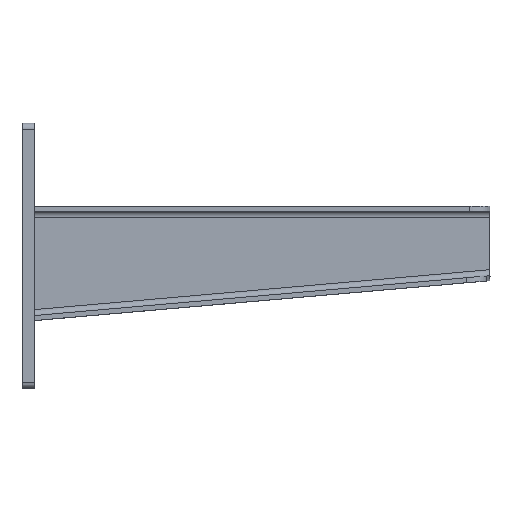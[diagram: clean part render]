
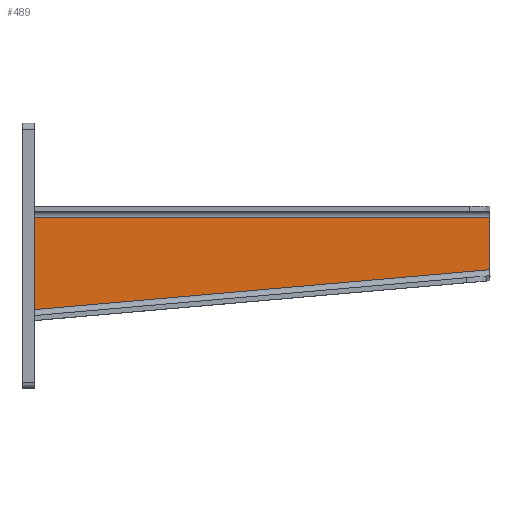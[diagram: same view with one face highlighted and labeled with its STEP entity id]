
A CAD part, top view. The second image highlights one B-rep face of the part: STEP entity #489.
In plain terms, the highlighted planar face has unit normal (0, 0, 1).
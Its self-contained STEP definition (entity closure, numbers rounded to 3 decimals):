
#371 = FACE_OUTER_BOUND ( 'NONE', #1155, .T. ) ;
#462 = PLANE ( 'NONE',  #1956 ) ;
#489 = ADVANCED_FACE ( 'NONE', ( #371 ), #462, .F. ) ;
#905 = ORIENTED_EDGE ( 'NONE', *, *, #1986, .T. ) ;
#929 = ORIENTED_EDGE ( 'NONE', *, *, #1985, .T. ) ;
#941 = ORIENTED_EDGE ( 'NONE', *, *, #1989, .F. ) ;
#965 = ORIENTED_EDGE ( 'NONE', *, *, #1988, .T. ) ;
#1038 = CARTESIAN_POINT ( 'NONE',  ( -635., 39.72, 0. ) ) ;
#1039 = CARTESIAN_POINT ( 'NONE',  ( -230., 73.5, 0. ) ) ;
#1045 = CARTESIAN_POINT ( 'NONE',  ( -3., 73.5, 0. ) ) ;
#1047 = DIRECTION ( 'NONE',  ( 0., -1., 0. ) ) ;
#1049 = DIRECTION ( 'NONE',  ( -1., 0., 0. ) ) ;
#1052 = DIRECTION ( 'NONE',  ( 0., 1., 0. ) ) ;
#1053 = CARTESIAN_POINT ( 'NONE',  ( -624.996, -40.851, 0. ) ) ;
#1054 = DIRECTION ( 'NONE',  ( -0.996, -0.087, 0. ) ) ;
#1086 = DIRECTION ( 'NONE',  ( -1., 0., 0. ) ) ;
#1087 = CARTESIAN_POINT ( 'NONE',  ( -635., 73.5, 0. ) ) ;
#1089 = DIRECTION ( 'NONE',  ( 0., 0., -1. ) ) ;
#1155 = EDGE_LOOP ( 'NONE', ( #929, #941, #965, #905 ) ) ;
#1268 = CARTESIAN_POINT ( 'NONE',  ( -230., 39.72, 0. ) ) ;
#1269 = CARTESIAN_POINT ( 'NONE',  ( -3., 13.566, 0. ) ) ;
#1274 = CARTESIAN_POINT ( 'NONE',  ( -230., -6.294, 0. ) ) ;
#1276 = CARTESIAN_POINT ( 'NONE',  ( -3., 39.72, 0. ) ) ;
#1652 = LINE ( 'NONE', #1039, #1664 ) ;
#1658 = LINE ( 'NONE', #1038, #1668 ) ;
#1662 = LINE ( 'NONE', #1045, #1676 ) ;
#1664 = VECTOR ( 'NONE', #1047, 1000. ) ;
#1668 = VECTOR ( 'NONE', #1049, 1000. ) ;
#1674 = LINE ( 'NONE', #1053, #1680 ) ;
#1676 = VECTOR ( 'NONE', #1052, 1000. ) ;
#1680 = VECTOR ( 'NONE', #1054, 1000. ) ;
#1689 = VERTEX_POINT ( 'NONE', #1268 ) ;
#1697 = VERTEX_POINT ( 'NONE', #1269 ) ;
#1701 = VERTEX_POINT ( 'NONE', #1274 ) ;
#1705 = VERTEX_POINT ( 'NONE', #1276 ) ;
#1956 = AXIS2_PLACEMENT_3D ( 'NONE', #1087, #1089, #1086 ) ;
#1985 = EDGE_CURVE ( 'NONE', #1689, #1701, #1652, .T. ) ;
#1986 = EDGE_CURVE ( 'NONE', #1705, #1689, #1658, .T. ) ;
#1988 = EDGE_CURVE ( 'NONE', #1697, #1705, #1662, .T. ) ;
#1989 = EDGE_CURVE ( 'NONE', #1697, #1701, #1674, .T. ) ;
